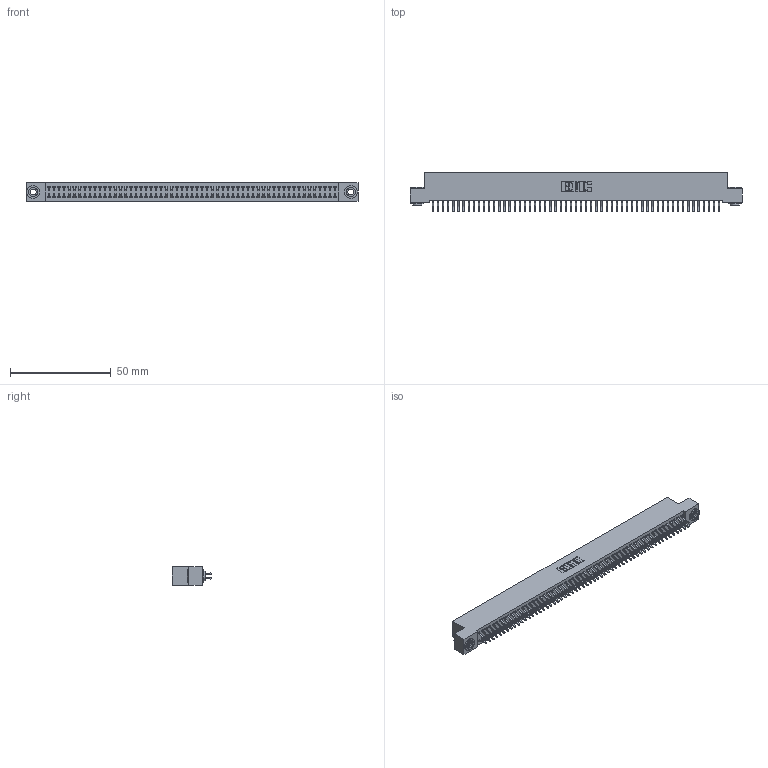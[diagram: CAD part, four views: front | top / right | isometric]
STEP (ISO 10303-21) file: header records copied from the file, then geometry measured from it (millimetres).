
FILE_DESCRIPTION (( 'STEP AP203' ), '1' );
FILE_NAME ('392-114-556-203.STEP', '2018-08-18T23:33:24', ( '' ), ( '' ), 'SwSTEP 2.0', 'SolidWorks 2016', '' );
FILE_SCHEMA (( 'CONFIG_CONTROL_DESIGN' ));
Length unit declared in the file: inch
Products named in the file (4): 342 Part_.156 TH; 345-292-001_556 Tail; 342-250-002_345-250-002-102; 392-114-556-203
Assembly tree (117 placements, depth 2):
  392-114-556-203
    342 Part_.156 TH
    345-292-001_556 Tail  x114
    342-250-002_345-250-002-102  x2
Bounding box: 165.1 x 19.58 x 9.4 mm (x, y, z)
Volume: 14925.2 mm3; surface area: 24767.5 mm2
Topology: 117 solids, 117 shells, 6760 faces, 20097 edges, 13242 vertices
Faces by surface type: plane 4636, cylinder 2116, cone 8
Entity records: 35468 total; most frequent: CARTESIAN_POINT 5849, ORIENTED_EDGE 5766, DIRECTION 4993, EDGE_CURVE 2883, VECTOR 2723, LINE 2723, VERTEX_POINT 1918, AXIS2_PLACEMENT_3D 1135
